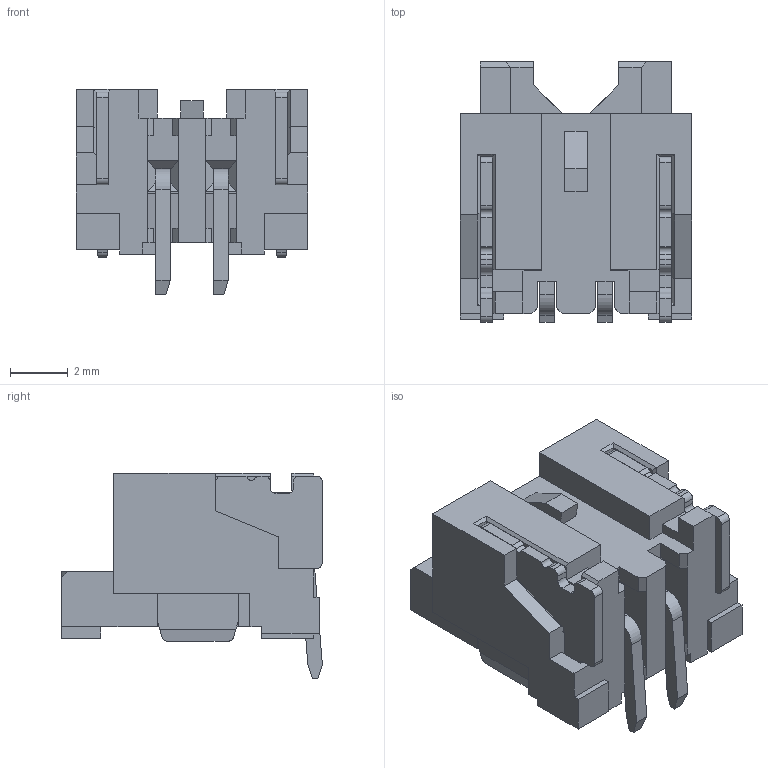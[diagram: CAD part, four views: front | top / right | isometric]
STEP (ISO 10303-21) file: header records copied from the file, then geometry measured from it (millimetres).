
FILE_DESCRIPTION((''),'2;1');
FILE_NAME('12002W90-3P-SA-XX_ASM','2020-04-01T',('wuwencong'),(''),'PRO/ENGINEER BY PARAMETRIC TECHNOLOGY CORPORATION, 2007450','PRO/ENGINEER BY PARAMETRIC TECHNOLOGY CORPORATION, 2007450','');
FILE_SCHEMA(('CONFIG_CONTROL_DESIGN'));
Length unit declared in the file: millimetre
Products named in the file (6): 12002B90-3P-SA_4; PRT0001_1; PRT0002_1; 12002W00-SA-PIN_1; 12002W90-3P-SA_ASM_2_ASM; 12002W90-3P-SA-XX_ASM
Assembly tree (6 placements, depth 3):
  12002W90-3P-SA-XX_ASM
    12002W90-3P-SA_ASM_2_ASM
      12002B90-3P-SA_4
      PRT0001_1
      PRT0002_1
      12002W00-SA-PIN_1  x2
Bounding box: 8 x 9 x 7.1 mm (x, y, z)
Volume: 205.9 mm3; surface area: 624.6 mm2
Topology: 5 solids, 5 shells, 331 faces, 922 edges, 597 vertices
Faces by surface type: plane 277, cylinder 54
Entity records: 10144 total; most frequent: CARTESIAN_POINT 1832, ORIENTED_EDGE 1760, DIRECTION 1628, EDGE_CURVE 880, VECTOR 776, LINE 776, VERTEX_POINT 571, AXIS2_PLACEMENT_3D 426
